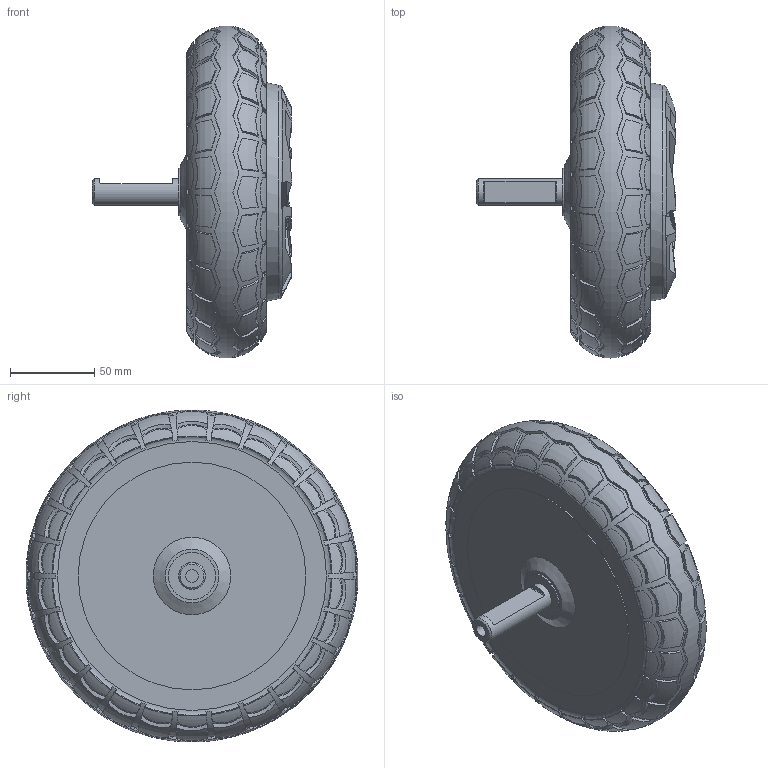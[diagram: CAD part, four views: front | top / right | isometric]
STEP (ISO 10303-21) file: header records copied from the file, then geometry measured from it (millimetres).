
FILE_DESCRIPTION(/* description */ (''),/* implementation_level */ '2;1');
FILE_NAME(/* name */ 'Motor, BLDC, Hoverboard Wheel, 8.0in.stp',/* time_stamp */ '2018-02-18T11:26:49-08:00',/* author */ ('jkfra'),/* organization */ (''),/* preprocessor_version */ 'ST-DEVELOPER v16.13',/* originating_system */ 'Autodesk Inventor 2018',/* authorisation */ '');
FILE_SCHEMA (('AUTOMOTIVE_DESIGN { 1 0 10303 214 3 1 1 }'));
Length unit declared in the file: millimetre
Products named in the file (1): Motor, BLDC, Hoverboard Wheel, 6.5in
Bounding box: 118 x 196.85 x 196.85 mm (x, y, z)
Volume: 1431476.6 mm3; surface area: 100124.8 mm2
Topology: 1 solids, 1 shells, 896 faces, 2494 edges, 1657 vertices
Faces by surface type: plane 602, torus 162, cylinder 122, cone 10
Full cylindrical faces by diameter (mm): 7.5 x1, 16 x1, 25 x1, 28 x1, 135 x1, 137 x1
Entity records: 34108 total; most frequent: CARTESIAN_POINT 9484, DIRECTION 5450, ORIENTED_EDGE 4920, EDGE_CURVE 2460, AXIS2_PLACEMENT_3D 2376, VERTEX_POINT 1643, ELLIPSE 1154, EDGE_LOOP 971
